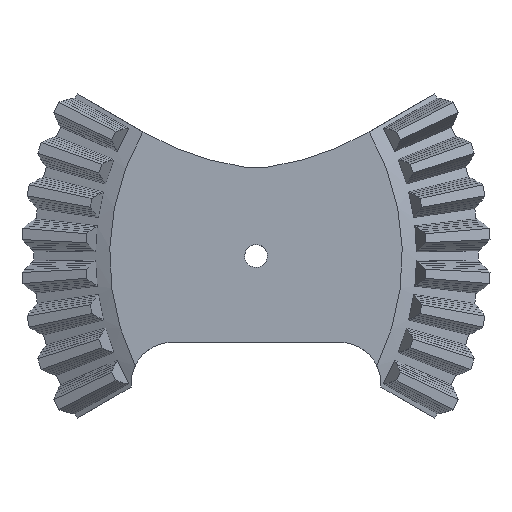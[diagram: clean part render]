
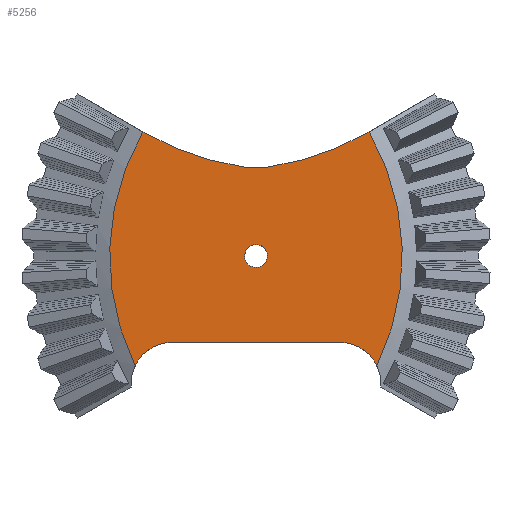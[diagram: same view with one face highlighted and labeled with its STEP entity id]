
A CAD part, left-side view. The second image highlights one B-rep face of the part: STEP entity #5256.
In plain terms, the highlighted planar face has unit normal (-1, 0, 0).
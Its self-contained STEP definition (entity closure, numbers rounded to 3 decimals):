
#15=FACE_BOUND('',#613,.T.);
#57=CIRCLE('',#5279,40.);
#69=CIRCLE('',#5310,6.);
#70=CIRCLE('',#5312,36.01);
#71=CIRCLE('',#5436,6.);
#82=CIRCLE('',#5448,36.01);
#84=CIRCLE('',#5589,40.);
#86=CIRCLE('',#5593,1.65);
#352=FACE_OUTER_BOUND('',#612,.T.);
#612=EDGE_LOOP('',(#4705,#4706,#4707,#4708,#4709,#4710,#4711,#4712,#4713,
#4714));
#613=EDGE_LOOP('',(#4715));
#662=LINE('',#7124,#1332);
#976=LINE('',#7824,#1646);
#1283=LINE('',#8475,#1953);
#1285=LINE('',#8478,#1955);
#1332=VECTOR('',#5726,1000.);
#1646=VECTOR('',#6312,1000.);
#1953=VECTOR('',#6903,1000.);
#1955=VECTOR('',#6907,1000.);
#1982=VERTEX_POINT('',#6948);
#1984=VERTEX_POINT('',#6952);
#2032=VERTEX_POINT('',#7053);
#2033=VERTEX_POINT('',#7055);
#2034=VERTEX_POINT('',#7064);
#2231=VERTEX_POINT('',#7720);
#2232=VERTEX_POINT('',#7727);
#2267=VERTEX_POINT('',#7815);
#2270=VERTEX_POINT('',#7822);
#2471=VERTEX_POINT('',#8469);
#2473=VERTEX_POINT('',#8479);
#2484=EDGE_CURVE('',#1984,#1982,#57,.T.);
#2534=EDGE_CURVE('',#2032,#2033,#69,.T.);
#2536=EDGE_CURVE('',#2033,#2034,#70,.F.);
#2562=EDGE_CURVE('',#1984,#2034,#662,.T.);
#2857=EDGE_CURVE('',#2231,#2232,#71,.T.);
#2894=EDGE_CURVE('',#2267,#2231,#82,.F.);
#2897=EDGE_CURVE('',#2270,#2267,#976,.T.);
#3221=EDGE_CURVE('',#2471,#2270,#84,.T.);
#3223=EDGE_CURVE('',#1982,#2471,#1283,.T.);
#3225=EDGE_CURVE('',#2032,#2232,#1285,.T.);
#3226=EDGE_CURVE('',#2473,#2473,#86,.F.);
#4705=ORIENTED_EDGE('',*,*,#3223,.F.);
#4706=ORIENTED_EDGE('',*,*,#2484,.F.);
#4707=ORIENTED_EDGE('',*,*,#2562,.T.);
#4708=ORIENTED_EDGE('',*,*,#2536,.F.);
#4709=ORIENTED_EDGE('',*,*,#2534,.F.);
#4710=ORIENTED_EDGE('',*,*,#3225,.T.);
#4711=ORIENTED_EDGE('',*,*,#2857,.F.);
#4712=ORIENTED_EDGE('',*,*,#2894,.F.);
#4713=ORIENTED_EDGE('',*,*,#2897,.F.);
#4714=ORIENTED_EDGE('',*,*,#3221,.F.);
#4715=ORIENTED_EDGE('',*,*,#3226,.T.);
#4998=PLANE('',#5592);
#5256=ADVANCED_FACE('',(#352,#15),#4998,.T.);
#5279=AXIS2_PLACEMENT_3D('',#6954,#5617,#5618);
#5310=AXIS2_PLACEMENT_3D('',#7056,#5701,#5702);
#5312=AXIS2_PLACEMENT_3D('',#7065,#5705,#5706);
#5436=AXIS2_PLACEMENT_3D('',#7728,#6264,#6265);
#5448=AXIS2_PLACEMENT_3D('',#7817,#6306,#6307);
#5589=AXIS2_PLACEMENT_3D('',#8472,#6897,#6898);
#5592=AXIS2_PLACEMENT_3D('',#8477,#6905,#6906);
#5593=AXIS2_PLACEMENT_3D('',#8480,#6908,#6909);
#5617=DIRECTION('center_axis',(-1.,0.,0.));
#5618=DIRECTION('ref_axis',(0.,0.,1.));
#5701=DIRECTION('center_axis',(-1.,0.,0.));
#5702=DIRECTION('ref_axis',(0.,0.,1.));
#5705=DIRECTION('center_axis',(-1.,0.,0.));
#5706=DIRECTION('ref_axis',(0.,0.,1.));
#5726=DIRECTION('',(0.,0.866,0.5));
#6264=DIRECTION('center_axis',(-1.,0.,0.));
#6265=DIRECTION('ref_axis',(0.,0.,1.));
#6306=DIRECTION('center_axis',(-1.,0.,0.));
#6307=DIRECTION('ref_axis',(0.,0.,1.));
#6312=DIRECTION('',(0.,-0.866,0.5));
#6897=DIRECTION('center_axis',(-1.,0.,0.));
#6898=DIRECTION('ref_axis',(0.,0.,1.));
#6903=DIRECTION('',(0.,-1.,0.));
#6905=DIRECTION('center_axis',(-1.,0.,0.));
#6906=DIRECTION('ref_axis',(0.,0.998,-0.065));
#6907=DIRECTION('',(0.,-1.,0.));
#6908=DIRECTION('center_axis',(-1.,0.,0.));
#6909=DIRECTION('ref_axis',(0.,0.,1.));
#6948=CARTESIAN_POINT('',(242.845,66.5,132.889));
#6952=CARTESIAN_POINT('',(242.845,80.933,137.859));
#6954=CARTESIAN_POINT('Origin',(242.845,60.933,172.5));
#7053=CARTESIAN_POINT('',(242.845,76.909,107.5));
#7055=CARTESIAN_POINT('',(242.845,82.313,104.107));
#7056=CARTESIAN_POINT('Origin',(242.845,76.909,101.5));
#7064=CARTESIAN_POINT('',(242.845,81.185,138.005));
#7065=CARTESIAN_POINT('Origin',(242.845,50.,120.));
#7124=CARTESIAN_POINT('',(242.845,63.613,127.859));
#7720=CARTESIAN_POINT('',(242.845,47.287,104.107));
#7727=CARTESIAN_POINT('',(242.845,52.691,107.5));
#7728=CARTESIAN_POINT('Origin',(242.845,52.691,101.5));
#7815=CARTESIAN_POINT('',(242.845,48.415,138.005));
#7817=CARTESIAN_POINT('Origin',(242.845,79.6,120.));
#7822=CARTESIAN_POINT('',(242.845,48.667,137.859));
#7824=CARTESIAN_POINT('',(242.845,94.283,111.523));
#8469=CARTESIAN_POINT('',(242.845,63.1,132.889));
#8472=CARTESIAN_POINT('Origin',(242.845,68.667,172.5));
#8475=CARTESIAN_POINT('',(242.845,83.664,132.889));
#8477=CARTESIAN_POINT('Origin',(242.845,83.664,118.764));
#8478=CARTESIAN_POINT('',(242.845,83.664,107.5));
#8479=CARTESIAN_POINT('',(242.845,66.446,119.892));
#8480=CARTESIAN_POINT('Origin',(242.845,64.8,120.));
